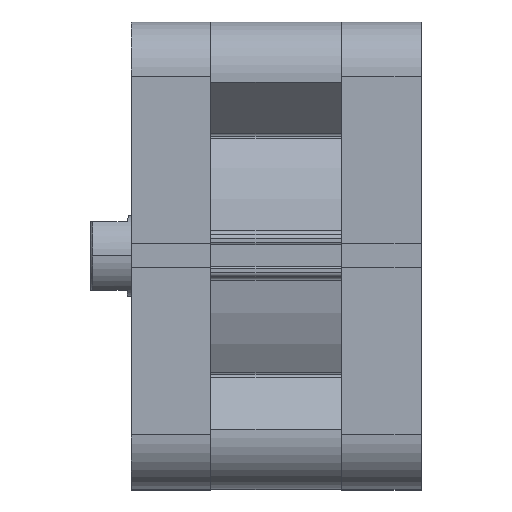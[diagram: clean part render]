
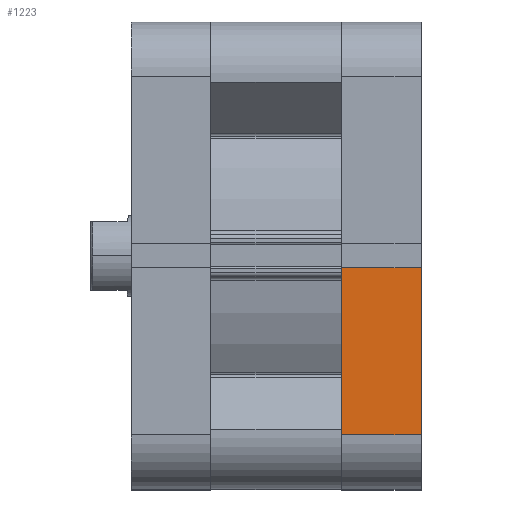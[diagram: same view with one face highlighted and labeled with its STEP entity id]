
A CAD part, top view. The second image highlights one B-rep face of the part: STEP entity #1223.
In plain terms, the highlighted planar face has unit normal (0, 0, 1).
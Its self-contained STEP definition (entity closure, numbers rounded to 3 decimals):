
#67 = EDGE_CURVE ( 'NONE', #333, #323, #10034, .T. ) ;
#78 = EDGE_CURVE ( 'NONE', #332, #334, #10041, .T. ) ;
#95 = EDGE_CURVE ( 'NONE', #323, #332, #10072, .T. ) ;
#153 = EDGE_CURVE ( 'NONE', #333, #334, #10170, .T. ) ;
#323 = VERTEX_POINT ( 'NONE', #1991 ) ;
#332 = VERTEX_POINT ( 'NONE', #2003 ) ;
#333 = VERTEX_POINT ( 'NONE', #2004 ) ;
#334 = VERTEX_POINT ( 'NONE', #2005 ) ;
#500 = ORIENTED_EDGE ( 'NONE', *, *, #78, .F. ) ;
#501 = ORIENTED_EDGE ( 'NONE', *, *, #153, .T. ) ;
#502 = ORIENTED_EDGE ( 'NONE', *, *, #67, .F. ) ;
#503 = ORIENTED_EDGE ( 'NONE', *, *, #95, .F. ) ;
#1223 = ADVANCED_FACE ( 'NONE', ( #10598 ), #2340, .T. ) ;
#1991 = CARTESIAN_POINT ( 'NONE',  ( 1., -2.97, 58. ) ) ;
#2003 = CARTESIAN_POINT ( 'NONE',  ( 20.75, -2.97, 58. ) ) ;
#2004 = CARTESIAN_POINT ( 'NONE',  ( 1., -44.5, 58. ) ) ;
#2005 = CARTESIAN_POINT ( 'NONE',  ( 20.75, -44.5, 58. ) ) ;
#2340 = PLANE ( 'NONE',  #9473 ) ;
#2344 = CARTESIAN_POINT ( 'NONE',  ( -81.024, 0., 58. ) ) ;
#2354 = DIRECTION ( 'NONE',  ( 0., 0., 1. ) ) ;
#2355 = DIRECTION ( 'NONE',  ( 0., -1., 0. ) ) ;
#6747 = DIRECTION ( 'NONE',  ( 1., 0., 0. ) ) ;
#6855 = DIRECTION ( 'NONE',  ( 0., -1., 0. ) ) ;
#7214 = CARTESIAN_POINT ( 'NONE',  ( -81.024, -2.97, 58. ) ) ;
#7225 = CARTESIAN_POINT ( 'NONE',  ( -81.024, -44.5, 58. ) ) ;
#7313 = DIRECTION ( 'NONE',  ( 0., 1., 0. ) ) ;
#7315 = CARTESIAN_POINT ( 'NONE',  ( 1., 0., 58. ) ) ;
#7336 = DIRECTION ( 'NONE',  ( 1., 0., 0. ) ) ;
#7411 = CARTESIAN_POINT ( 'NONE',  ( 20.75, 0., 58. ) ) ;
#8461 = EDGE_LOOP ( 'NONE', ( #503, #502, #501, #500 ) ) ;
#9473 = AXIS2_PLACEMENT_3D ( 'NONE', #2344, #2354, #2355 ) ;
#10034 = LINE ( 'NONE', #7315, #10035 ) ;
#10035 = VECTOR ( 'NONE', #7313, 1000. ) ;
#10041 = LINE ( 'NONE', #7411, #10048 ) ;
#10048 = VECTOR ( 'NONE', #6855, 1000. ) ;
#10072 = LINE ( 'NONE', #7214, #10077 ) ;
#10077 = VECTOR ( 'NONE', #7336, 1000. ) ;
#10170 = LINE ( 'NONE', #7225, #10171 ) ;
#10171 = VECTOR ( 'NONE', #6747, 1000. ) ;
#10598 = FACE_OUTER_BOUND ( 'NONE', #8461, .T. ) ;
